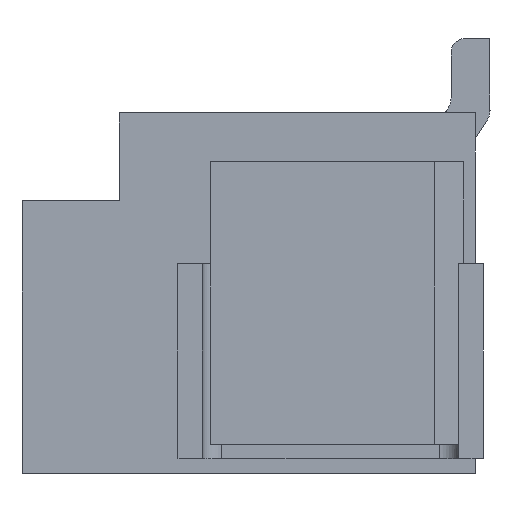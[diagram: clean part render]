
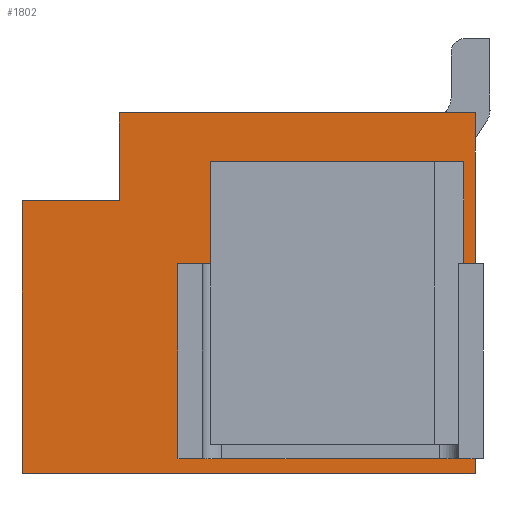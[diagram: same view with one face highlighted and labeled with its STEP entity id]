
A CAD part, left-side view. The second image highlights one B-rep face of the part: STEP entity #1802.
In plain terms, the highlighted planar face has unit normal (-1, 0, 0).
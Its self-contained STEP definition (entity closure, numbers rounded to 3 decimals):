
#1696=CARTESIAN_POINT('',(-0.9,0.,-0.005));
#1697=VERTEX_POINT('',#1696);
#1704=CARTESIAN_POINT('',(-0.9,0.,-3.705));
#1705=VERTEX_POINT('',#1704);
#1706=CARTESIAN_POINT('',(-0.9,0.,-0.005));
#1707=DIRECTION('',(0.,0.,-1.));
#1708=VECTOR('',#1707,3.7);
#1709=LINE('',#1706,#1708);
#1710=EDGE_CURVE('',#1697,#1705,#1709,.T.);
#1722=CARTESIAN_POINT('',(-0.9,0.,-3.705));
#1723=DIRECTION('',(0.,0.,1.));
#1724=DIRECTION('',(-1.,0.,0.));
#1725=AXIS2_PLACEMENT_3D('',#1722,#1724,#1723);
#1726=PLANE('',#1725);
#1727=CARTESIAN_POINT('',(-0.9,3.65,-0.905));
#1728=VERTEX_POINT('',#1727);
#1729=CARTESIAN_POINT('',(-0.9,4.65,-0.905));
#1730=VERTEX_POINT('',#1729);
#1731=CARTESIAN_POINT('',(-0.9,3.65,-0.905));
#1732=DIRECTION('',(0.,1.,0.));
#1733=VECTOR('',#1732,1.);
#1734=LINE('',#1731,#1733);
#1735=EDGE_CURVE('',#1728,#1730,#1734,.T.);
#1736=ORIENTED_EDGE('',*,*,#1735,.T.);
#1737=CARTESIAN_POINT('',(-0.9,4.65,-3.705));
#1738=VERTEX_POINT('',#1737);
#1739=CARTESIAN_POINT('',(-0.9,4.65,-0.905));
#1740=DIRECTION('',(0.,0.,-1.));
#1741=VECTOR('',#1740,2.8);
#1742=LINE('',#1739,#1741);
#1743=EDGE_CURVE('',#1730,#1738,#1742,.T.);
#1744=ORIENTED_EDGE('',*,*,#1743,.T.);
#1745=CARTESIAN_POINT('',(-0.9,0.,-3.705));
#1746=DIRECTION('',(0.,1.,0.));
#1747=VECTOR('',#1746,4.65);
#1748=LINE('',#1745,#1747);
#1749=EDGE_CURVE('',#1705,#1738,#1748,.T.);
#1750=ORIENTED_EDGE('',*,*,#1749,.F.);
#1751=ORIENTED_EDGE('',*,*,#1710,.F.);
#1752=CARTESIAN_POINT('',(-0.9,3.65,-0.005));
#1753=VERTEX_POINT('',#1752);
#1754=CARTESIAN_POINT('',(-0.9,3.65,-0.005));
#1755=DIRECTION('',(0.,-1.,0.));
#1756=VECTOR('',#1755,3.65);
#1757=LINE('',#1754,#1756);
#1758=EDGE_CURVE('',#1753,#1697,#1757,.T.);
#1759=ORIENTED_EDGE('',*,*,#1758,.F.);
#1760=CARTESIAN_POINT('',(-0.9,3.65,-0.005));
#1761=DIRECTION('',(0.,0.,-1.));
#1762=VECTOR('',#1761,0.9);
#1763=LINE('',#1760,#1762);
#1764=EDGE_CURVE('',#1753,#1728,#1763,.T.);
#1765=ORIENTED_EDGE('',*,*,#1764,.T.);
#1766=EDGE_LOOP('',(#1736,#1744,#1750,#1751,#1759,#1765));
#1767=FACE_OUTER_BOUND('',#1766,.T.);
#1768=CARTESIAN_POINT('',(-0.9,2.72,-3.405));
#1769=VERTEX_POINT('',#1768);
#1770=CARTESIAN_POINT('',(-0.9,2.72,-0.505));
#1771=VERTEX_POINT('',#1770);
#1772=CARTESIAN_POINT('',(-0.9,2.72,-3.405));
#1773=DIRECTION('',(0.,0.,1.));
#1774=VECTOR('',#1773,2.9);
#1775=LINE('',#1772,#1774);
#1776=EDGE_CURVE('',#1769,#1771,#1775,.T.);
#1777=ORIENTED_EDGE('',*,*,#1776,.T.);
#1778=CARTESIAN_POINT('',(-0.9,0.12,-0.505));
#1779=VERTEX_POINT('',#1778);
#1780=CARTESIAN_POINT('',(-0.9,2.72,-0.505));
#1781=DIRECTION('',(0.,-1.,0.));
#1782=VECTOR('',#1781,2.6);
#1783=LINE('',#1780,#1782);
#1784=EDGE_CURVE('',#1771,#1779,#1783,.T.);
#1785=ORIENTED_EDGE('',*,*,#1784,.T.);
#1786=CARTESIAN_POINT('',(-0.9,0.12,-3.405));
#1787=VERTEX_POINT('',#1786);
#1788=CARTESIAN_POINT('',(-0.9,0.12,-0.505));
#1789=DIRECTION('',(0.,0.,-1.));
#1790=VECTOR('',#1789,2.9);
#1791=LINE('',#1788,#1790);
#1792=EDGE_CURVE('',#1779,#1787,#1791,.T.);
#1793=ORIENTED_EDGE('',*,*,#1792,.T.);
#1794=CARTESIAN_POINT('',(-0.9,0.12,-3.405));
#1795=DIRECTION('',(0.,1.,0.));
#1796=VECTOR('',#1795,2.6);
#1797=LINE('',#1794,#1796);
#1798=EDGE_CURVE('',#1787,#1769,#1797,.T.);
#1799=ORIENTED_EDGE('',*,*,#1798,.T.);
#1800=EDGE_LOOP('',(#1777,#1785,#1793,#1799));
#1801=FACE_BOUND('',#1800,.T.);
#1802=ADVANCED_FACE('',(#1767,#1801),#1726,.T.);
